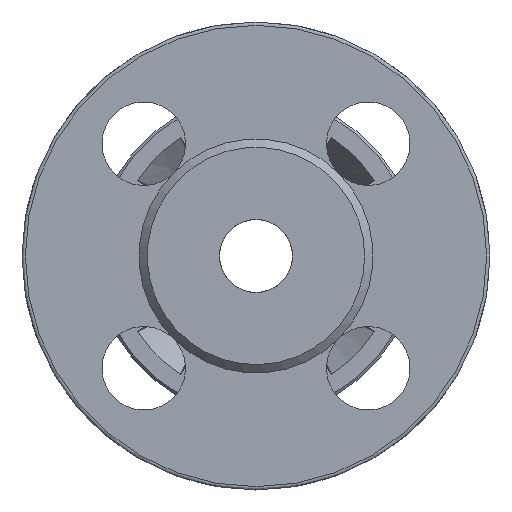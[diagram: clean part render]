
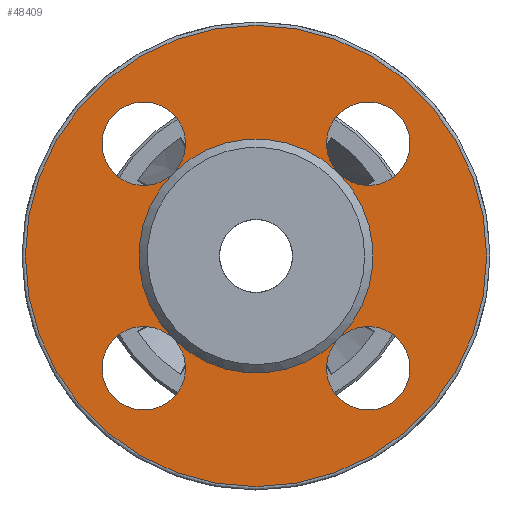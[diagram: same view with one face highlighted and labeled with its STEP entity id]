
A CAD part, front view. The second image highlights one B-rep face of the part: STEP entity #48409.
In plain terms, the highlighted free-form (B-spline) face has degree [1, 1] with [2, 2] control points.
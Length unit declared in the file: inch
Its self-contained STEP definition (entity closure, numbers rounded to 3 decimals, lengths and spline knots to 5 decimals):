
#47839=CARTESIAN_POINT('',(-116.95911,54.5432,13.91224));
#47840=VERTEX_POINT('',#47839);
#47841=CARTESIAN_POINT('',(-117.18008,54.32222,13.91224));
#47842=DIRECTION('',(0.,0.,-1.0));
#47843=DIRECTION('',(0.707,-0.707,0.));
#47844=AXIS2_PLACEMENT_3D('',#47841,#47842,#47843);
#47845=CIRCLE('',#47844,0.3125);
#47846=EDGE_CURVE('',#47840,#47840,#47845,.T.);
#47867=CARTESIAN_POINT('',(-115.72168,54.5432,13.91224));
#47868=VERTEX_POINT('',#47867);
#47869=CARTESIAN_POINT('',(-115.50071,54.32222,13.91224));
#47870=DIRECTION('',(0.,0.,-1.0));
#47871=DIRECTION('',(0.707,-0.707,0.));
#47872=AXIS2_PLACEMENT_3D('',#47869,#47870,#47871);
#47873=CIRCLE('',#47872,0.3125);
#47874=EDGE_CURVE('',#47868,#47868,#47873,.T.);
#47916=CARTESIAN_POINT('',(-115.72168,55.78063,13.91224));
#47917=VERTEX_POINT('',#47916);
#47918=CARTESIAN_POINT('',(-116.34039,55.16191,13.91224));
#47919=DIRECTION('',(0.0,0.0,1.0));
#47920=DIRECTION('',(1.0,0.0,0.0));
#47921=AXIS2_PLACEMENT_3D('',#47918,#47919,#47920);
#47922=CIRCLE('',#47921,0.875);
#47923=EDGE_CURVE('',#47868,#47917,#47922,.T.);
#47925=CARTESIAN_POINT('',(-116.95911,55.78063,13.91224));
#47926=VERTEX_POINT('',#47925);
#47927=CARTESIAN_POINT('',(-116.34039,55.16191,13.91224));
#47928=DIRECTION('',(0.0,0.0,1.0));
#47929=DIRECTION('',(1.0,0.0,0.0));
#47930=AXIS2_PLACEMENT_3D('',#47927,#47928,#47929);
#47931=CIRCLE('',#47930,0.875);
#47932=EDGE_CURVE('',#47917,#47926,#47931,.T.);
#47934=CARTESIAN_POINT('',(-116.34039,55.16191,13.91224));
#47935=DIRECTION('',(0.0,0.0,-1.0));
#47936=DIRECTION('',(1.0,0.0,0.0));
#47937=AXIS2_PLACEMENT_3D('',#47934,#47935,#47936);
#47938=CIRCLE('',#47937,0.875);
#47939=EDGE_CURVE('',#47840,#47926,#47938,.T.);
#47941=CARTESIAN_POINT('',(-116.34039,55.16191,13.91224));
#47942=DIRECTION('',(0.0,0.0,-1.0));
#47943=DIRECTION('',(1.0,0.0,0.0));
#47944=AXIS2_PLACEMENT_3D('',#47941,#47942,#47943);
#47945=CIRCLE('',#47944,0.875);
#47946=EDGE_CURVE('',#47868,#47840,#47945,.T.);
#48124=CARTESIAN_POINT('',(-117.18008,56.0016,13.91224));
#48125=DIRECTION('',(0.,0.,1.));
#48126=DIRECTION('',(0.707,0.707,0.));
#48127=AXIS2_PLACEMENT_3D('',#48124,#48125,#48126);
#48128=CIRCLE('',#48127,0.3125);
#48129=EDGE_CURVE('',#47926,#47926,#48128,.T.);
#48163=CARTESIAN_POINT('',(-115.50071,56.0016,13.91224));
#48164=DIRECTION('',(0.,0.,1.));
#48165=DIRECTION('',(0.707,0.707,0.));
#48166=AXIS2_PLACEMENT_3D('',#48163,#48164,#48165);
#48167=CIRCLE('',#48166,0.3125);
#48168=EDGE_CURVE('',#47917,#47917,#48167,.T.);
#48376=CARTESIAN_POINT('',(-114.61539,55.16191,13.91224));
#48377=VERTEX_POINT('',#48376);
#48378=CARTESIAN_POINT('',(-116.34039,55.16191,13.91224));
#48379=DIRECTION('',(0.0,0.0,1.0));
#48380=DIRECTION('',(0.0,1.0,0.0));
#48381=AXIS2_PLACEMENT_3D('',#48378,#48379,#48380);
#48382=CIRCLE('',#48381,1.725);
#48383=EDGE_CURVE('',#48377,#48377,#48382,.T.);
#48391=CARTESIAN_POINT('',(-112.89039,55.16191,13.91224));
#48392=CARTESIAN_POINT('',(-116.34039,58.61191,13.91224));
#48393=CARTESIAN_POINT('',(-116.34039,51.71191,13.91224));
#48394=CARTESIAN_POINT('',(-119.79039,55.16191,13.91224));
#48395=B_SPLINE_SURFACE_WITH_KNOTS('',1,1,((#48391,#48393),(#48392,#48394)),.UNSPECIFIED.,.F.,.F.,.U.,(2,2),(2,2),(0.0,4.87904),(0.0,4.87904),.UNSPECIFIED.);
#48396=ORIENTED_EDGE('',*,*,#48383,.T.);
#48397=EDGE_LOOP('',(#48396));
#48398=FACE_OUTER_BOUND('',#48397,.T.);
#48399=ORIENTED_EDGE('',*,*,#47923,.F.);
#48400=ORIENTED_EDGE('',*,*,#47874,.T.);
#48401=ORIENTED_EDGE('',*,*,#47946,.T.);
#48402=ORIENTED_EDGE('',*,*,#47846,.T.);
#48403=ORIENTED_EDGE('',*,*,#47939,.T.);
#48404=ORIENTED_EDGE('',*,*,#48129,.F.);
#48405=ORIENTED_EDGE('',*,*,#47932,.F.);
#48406=ORIENTED_EDGE('',*,*,#48168,.F.);
#48407=EDGE_LOOP('',(#48399,#48400,#48401,#48402,#48403,#48404,#48405,#48406));
#48408=FACE_BOUND('',#48407,.T.);
#48409=ADVANCED_FACE('',(#48398,#48408),#48395,.T.);
